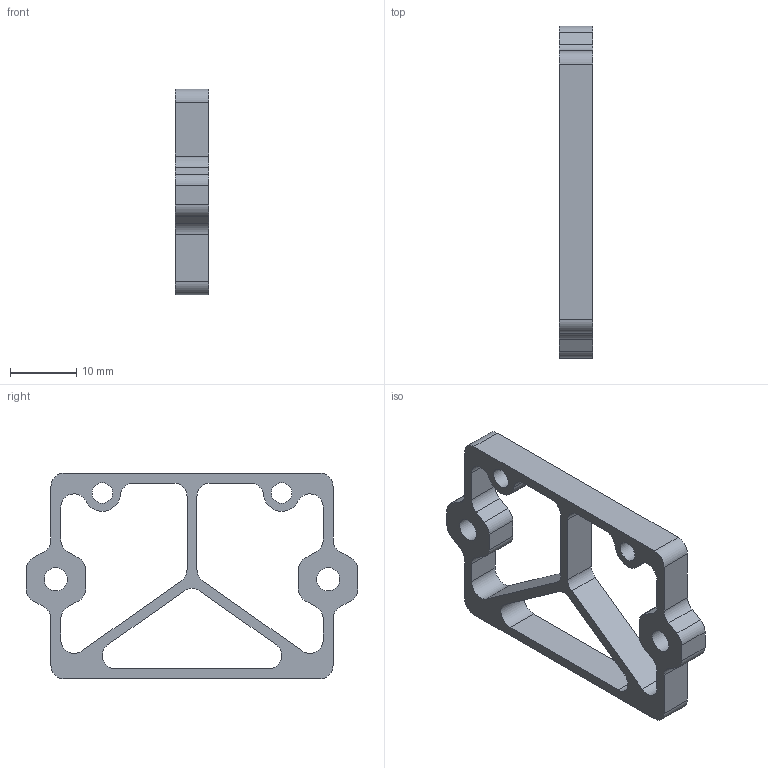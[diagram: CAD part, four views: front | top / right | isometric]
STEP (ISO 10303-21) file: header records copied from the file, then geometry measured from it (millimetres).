
FILE_DESCRIPTION(/* description */ (''),/* implementation_level */ '2;1');
FILE_NAME(/* name */ 'LegBaseBackFrame.stp',/* time_stamp */ '2024-04-29T11:18:16+09:00',/* author */ ('masato'),/* organization */ (''),/* preprocessor_version */ 'ST-DEVELOPER v20',/* originating_system */ 'Autodesk Inventor 2024',/* authorisation */ '');
FILE_SCHEMA (('AUTOMOTIVE_DESIGN { 1 0 10303 214 3 1 1 }'));
Length unit declared in the file: millimetre
Products named in the file (1): LegBaseBackFrame
Bounding box: 5 x 50 x 31 mm (x, y, z)
Volume: 2273.4 mm3; surface area: 3026 mm2
Topology: 1 solids, 1 shells, 72 faces, 210 edges, 140 vertices
Faces by surface type: cylinder 39, plane 33
Full cylindrical faces by diameter (mm): 3.1 x2, 3.5 x2
Entity records: 2483 total; most frequent: DIRECTION 434, CARTESIAN_POINT 423, ORIENTED_EDGE 420, EDGE_CURVE 210, AXIS2_PLACEMENT_3D 151, VERTEX_POINT 140, LINE 132, VECTOR 132
